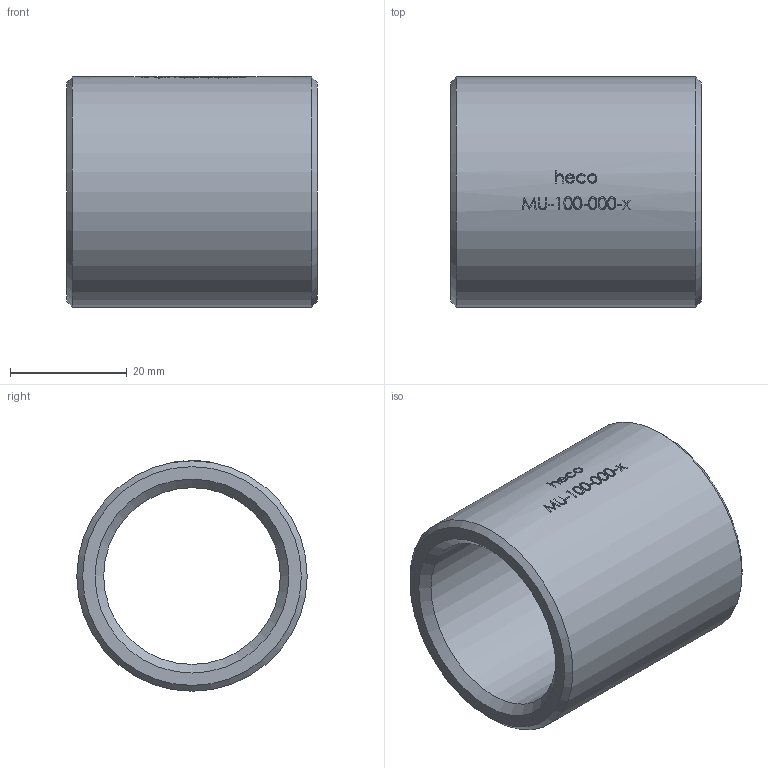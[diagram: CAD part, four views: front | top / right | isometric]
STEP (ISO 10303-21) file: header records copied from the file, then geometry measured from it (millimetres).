
FILE_DESCRIPTION (( 'STEP AP214' ), '1' );
FILE_NAME ('MU-100-000-x Muffe 2305.STEP', '2023-05-03T11:21:42', ( '' ), ( '' ), 'SwSTEP 2.0', 'SolidWorks 2019', '' );
FILE_SCHEMA (( 'AUTOMOTIVE_DESIGN' ));
Length unit declared in the file: millimetre
Products named in the file (1): MU-100-000-x Muffe 2305
Bounding box: 43 x 39.5 x 39.52 mm (x, y, z)
Volume: 21370.8 mm3; surface area: 10135 mm2
Topology: 1 solids, 1 shells, 180 faces, 461 edges, 306 vertices
Faces by surface type: bspline 87, plane 64, cylinder 25, cone 4
Full cylindrical faces by diameter (mm): 30.29 x1, 39.5 x1
Entity records: 10384 total; most frequent: CARTESIAN_POINT 4817, ORIENTED_EDGE 910, DIRECTION 471, EDGE_CURVE 455, VERTEX_POINT 306, B_SPLINE_CURVE_WITH_KNOTS 214, EDGE_LOOP 211, VECTOR 199
